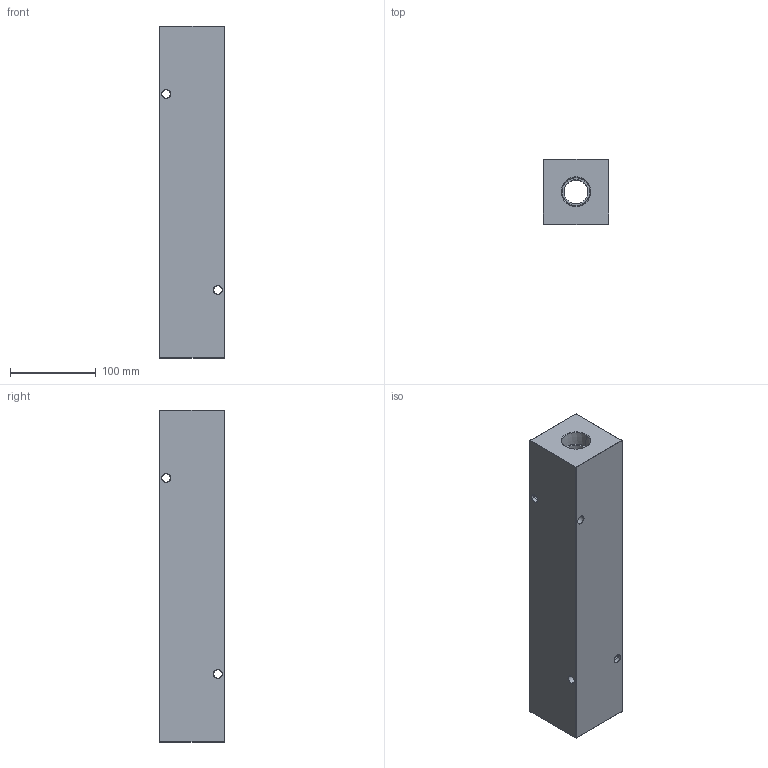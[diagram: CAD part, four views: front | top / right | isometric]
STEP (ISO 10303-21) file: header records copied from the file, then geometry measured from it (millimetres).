
FILE_DESCRIPTION (( 'STEP AP214' ), '1' );
FILE_NAME ('HM-5-0-P-16-16.STEP', '2020-02-28T20:46:21', ( '' ), ( '' ), 'SwSTEP 2.0', 'SolidWorks 2019', '' );
FILE_SCHEMA (( 'AUTOMOTIVE_DESIGN' ));
Length unit declared in the file: inch
Products named in the file (1): HM-5-0-P-16-16
Bounding box: 76.2 x 76.2 x 387.35 mm (x, y, z)
Volume: 1877959.6 mm3; surface area: 177393.8 mm2
Topology: 1 solids, 1 shells, 507 faces, 1321 edges, 860 vertices
Faces by surface type: plane 260, bspline 185, cone 34, cylinder 28
Entity records: 31260 total; most frequent: CARTESIAN_POINT 13702, ORIENTED_EDGE 2642, DIRECTION 1653, EDGE_CURVE 1321, VERTEX_POINT 860, VECTOR 823, LINE 823, EDGE_LOOP 575
